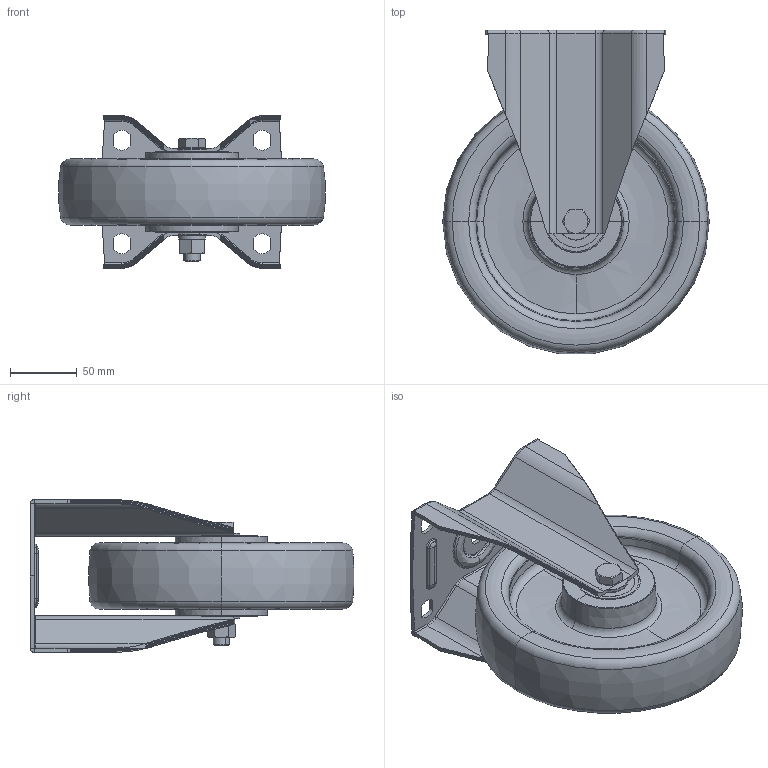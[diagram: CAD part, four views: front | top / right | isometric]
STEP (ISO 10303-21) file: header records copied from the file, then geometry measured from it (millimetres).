
FILE_DESCRIPTION (( 'STEP AP214' ), '1' );
FILE_NAME ('0029929_B-MV-PUZK-200-K_(A-01).step', '2019-02-20T09:57:00', ( '' ), ( '' ), 'SwSTEP 2.0', 'SolidWorks 2018', '' );
FILE_SCHEMA (( 'AUTOMOTIVE_DESIGN' ));
Length unit declared in the file: millimetre
Products named in the file (1): 0029929_B-MV-PUZK-200-K_(A-01)
Bounding box: 199.64 x 242.09 x 114 mm (x, y, z)
Volume: 1152322.1 mm3; surface area: 239560.6 mm2
Topology: 10 solids, 22 shells, 1224 faces, 3297 edges, 2130 vertices
Faces by surface type: plane 883, cylinder 145, torus 100, bspline 48, cone 48
Entity records: 52764 total; most frequent: CARTESIAN_POINT 9051, ORIENTED_EDGE 6594, DIRECTION 5927, EDGE_CURVE 3297, VECTOR 2375, LINE 2375, VERTEX_POINT 2130, AXIS2_PLACEMENT_3D 1776
